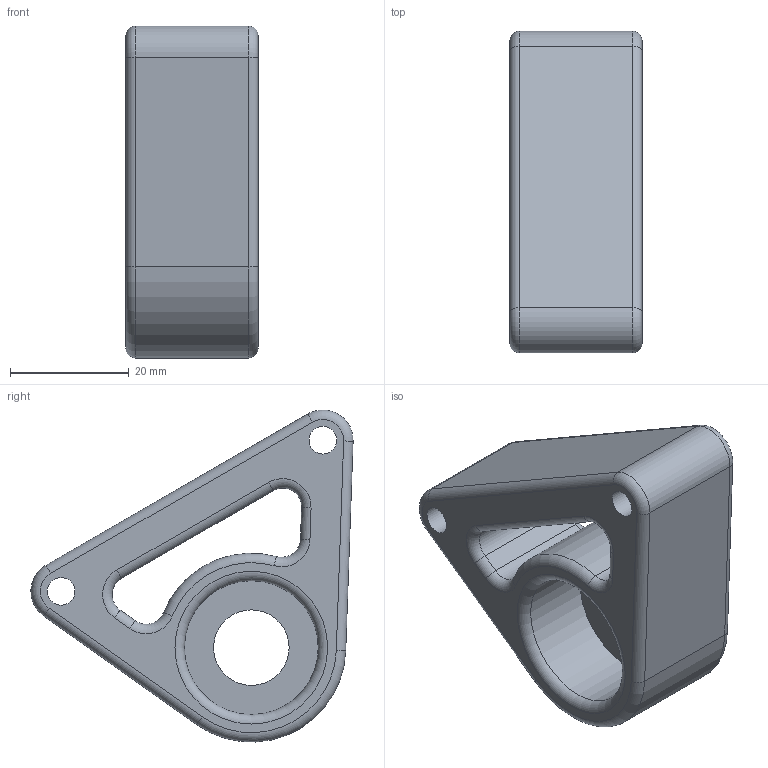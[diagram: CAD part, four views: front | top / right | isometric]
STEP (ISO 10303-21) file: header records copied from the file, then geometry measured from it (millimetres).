
FILE_DESCRIPTION(/* description */ (''),/* implementation_level */ '2;1');
FILE_NAME(/* name */ 'Ball Bearing Housing.step',/* time_stamp */ '2024-06-27T21:19:53-05:00',/* author */ (''),/* organization */ (''),/* preprocessor_version */ 'ST-DEVELOPER v20',/* originating_system */ 'Autodesk Translation Framework v13.14.0.145',/* authorisation */ '');
FILE_SCHEMA (('AUTOMOTIVE_DESIGN { 1 0 10303 214 3 1 1 }'));
Length unit declared in the file: inch
Products named in the file (2): Bearing Block 02; Component2
Assembly tree (1 placements, depth 2):
  Bearing Block 02
    Component2
Bounding box: 22.2 x 54.15 x 55.8 mm (x, y, z)
Volume: 28910 mm3; surface area: 10241.5 mm2
Topology: 1 solids, 1 shells, 50 faces, 113 edges, 66 vertices
Faces by surface type: cylinder 24, torus 17, plane 9
Full cylindrical faces by diameter (mm): 4.648 x2, 12.7 x1, 22.5 x1
Entity records: 1482 total; most frequent: DIRECTION 290, CARTESIAN_POINT 232, ORIENTED_EDGE 226, AXIS2_PLACEMENT_3D 124, EDGE_CURVE 113, CIRCLE 71, VERTEX_POINT 66, EDGE_LOOP 59
